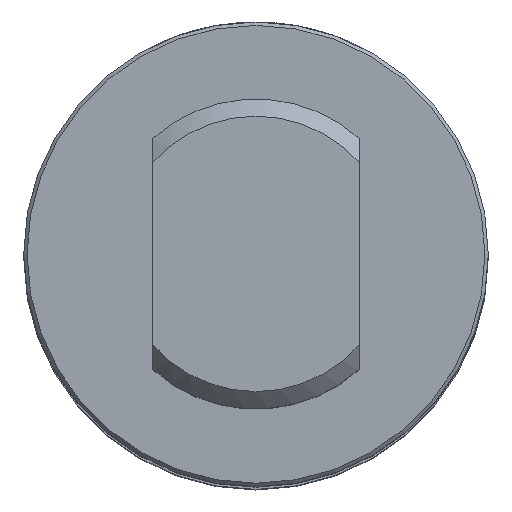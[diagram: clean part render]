
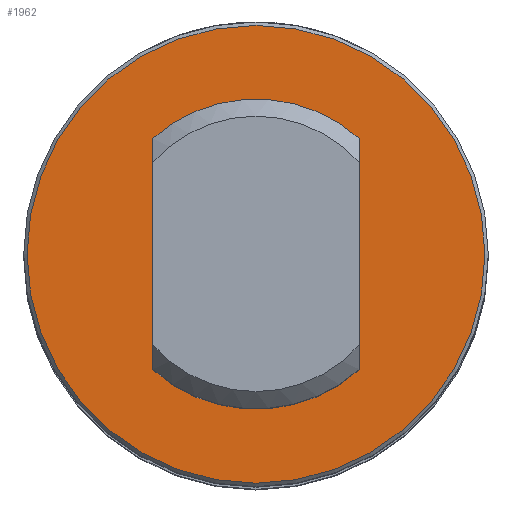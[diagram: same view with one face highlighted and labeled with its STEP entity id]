
A CAD part, top view. The second image highlights one B-rep face of the part: STEP entity #1962.
In plain terms, the highlighted planar face has unit normal (0, 0, 1).
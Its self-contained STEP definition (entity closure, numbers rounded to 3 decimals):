
#1805=CARTESIAN_POINT('',(13.3,0.,18.5));
#1806=VERTEX_POINT('',#1805);
#1807=CARTESIAN_POINT('',(0.0,0.0,18.5));
#1808=DIRECTION('',(0.0,0.0,-1.0));
#1809=DIRECTION('',(-1.0,0.0,0.0));
#1810=AXIS2_PLACEMENT_3D('',#1807,#1808,#1809);
#1811=CIRCLE('',#1810,13.3);
#1812=EDGE_CURVE('',#1806,#1806,#1811,.T.);
#1918=CARTESIAN_POINT('',(0.0,0.0,18.5));
#1919=DIRECTION('',(0.0,0.0,-1.0));
#1920=DIRECTION('',(-1.0,0.0,0.0));
#1921=AXIS2_PLACEMENT_3D('',#1918,#1919,#1920);
#1922=PLANE('',#1921);
#1923=ORIENTED_EDGE('',*,*,#1812,.F.);
#1924=EDGE_LOOP('',(#1923));
#1925=FACE_OUTER_BOUND('',#1924,.T.);
#1926=CARTESIAN_POINT('',(6.,-6.708,18.5));
#1927=VERTEX_POINT('',#1926);
#1928=CARTESIAN_POINT('',(-6.,-6.708,18.5));
#1929=VERTEX_POINT('',#1928);
#1930=CARTESIAN_POINT('',(0.0,0.0,18.5));
#1931=DIRECTION('',(0.0,0.0,-1.0));
#1932=DIRECTION('',(-1.0,0.0,0.0));
#1933=AXIS2_PLACEMENT_3D('',#1930,#1931,#1932);
#1934=CIRCLE('',#1933,9.0);
#1935=EDGE_CURVE('',#1927,#1929,#1934,.T.);
#1936=ORIENTED_EDGE('',*,*,#1935,.T.);
#1937=CARTESIAN_POINT('',(-6.,6.708,18.5));
#1938=VERTEX_POINT('',#1937);
#1939=CARTESIAN_POINT('',(-6.,-6.708,18.5));
#1940=DIRECTION('',(0.0,1.0,0.0));
#1941=VECTOR('',#1940,13.416);
#1942=LINE('',#1939,#1941);
#1943=EDGE_CURVE('',#1929,#1938,#1942,.T.);
#1944=ORIENTED_EDGE('',*,*,#1943,.T.);
#1945=CARTESIAN_POINT('',(6.,6.708,18.5));
#1946=VERTEX_POINT('',#1945);
#1947=CARTESIAN_POINT('',(0.0,0.0,18.5));
#1948=DIRECTION('',(0.0,0.0,-1.0));
#1949=DIRECTION('',(-1.0,0.0,0.0));
#1950=AXIS2_PLACEMENT_3D('',#1947,#1948,#1949);
#1951=CIRCLE('',#1950,9.0);
#1952=EDGE_CURVE('',#1938,#1946,#1951,.T.);
#1953=ORIENTED_EDGE('',*,*,#1952,.T.);
#1954=CARTESIAN_POINT('',(6.,6.708,18.5));
#1955=DIRECTION('',(0.0,-1.0,0.0));
#1956=VECTOR('',#1955,13.416);
#1957=LINE('',#1954,#1956);
#1958=EDGE_CURVE('',#1946,#1927,#1957,.T.);
#1959=ORIENTED_EDGE('',*,*,#1958,.T.);
#1960=EDGE_LOOP('',(#1936,#1944,#1953,#1959));
#1961=FACE_BOUND('',#1960,.T.);
#1962=ADVANCED_FACE('',(#1925,#1961),#1922,.F.);
